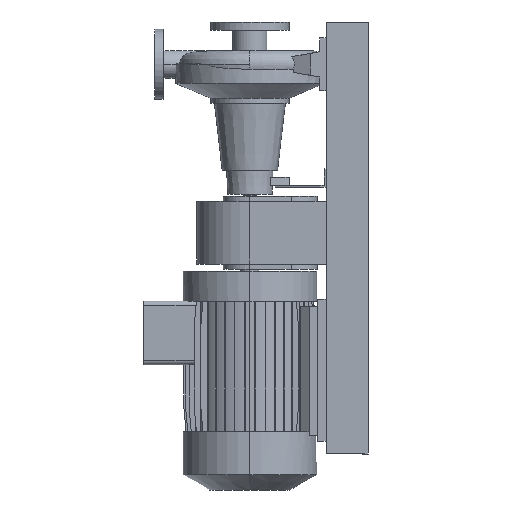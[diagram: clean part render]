
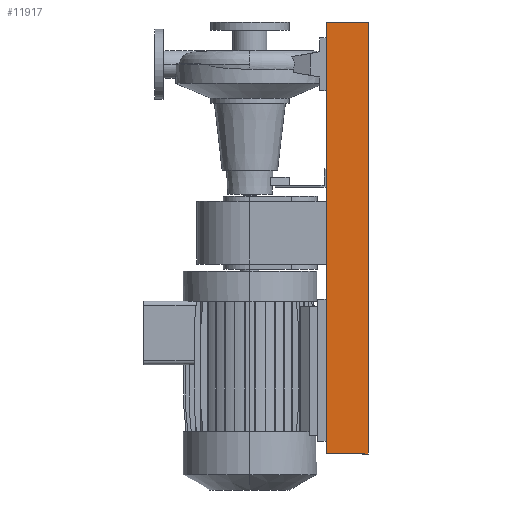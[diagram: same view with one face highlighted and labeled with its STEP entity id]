
A CAD part, left-side view. The second image highlights one B-rep face of the part: STEP entity #11917.
In plain terms, the highlighted planar face has unit normal (-1, 0, 0).
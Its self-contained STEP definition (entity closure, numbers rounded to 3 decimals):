
#252 = ORIENTED_EDGE ( 'NONE', *, *, #6649, .T. ) ;
#258 = CARTESIAN_POINT ( 'NONE',  ( -175., -50., 510. ) ) ;
#1486 = CARTESIAN_POINT ( 'NONE',  ( -175., 50., -510. ) ) ;
#1696 = LINE ( 'NONE', #1486, #15004 ) ;
#2791 = CARTESIAN_POINT ( 'NONE',  ( -175., 50., -510. ) ) ;
#3347 = VERTEX_POINT ( 'NONE', #16487 ) ;
#4431 = DIRECTION ( 'NONE',  ( 0., 0., 1. ) ) ;
#4658 = ORIENTED_EDGE ( 'NONE', *, *, #19377, .F. ) ;
#5729 = VERTEX_POINT ( 'NONE', #2791 ) ;
#6438 = EDGE_CURVE ( 'NONE', #3347, #20004, #18926, .T. ) ;
#6649 = EDGE_CURVE ( 'NONE', #5729, #18818, #14100, .T. ) ;
#7702 = CARTESIAN_POINT ( 'NONE',  ( -175., -50., -510. ) ) ;
#8393 = PLANE ( 'NONE',  #9487 ) ;
#8494 = EDGE_CURVE ( 'NONE', #18818, #20004, #11690, .T. ) ;
#9470 = ORIENTED_EDGE ( 'NONE', *, *, #8494, .T. ) ;
#9487 = AXIS2_PLACEMENT_3D ( 'NONE', #19156, #19370, #16202 ) ;
#10692 = VECTOR ( 'NONE', #17406, 1000. ) ;
#11336 = CARTESIAN_POINT ( 'NONE',  ( -175., -50., 510. ) ) ;
#11690 = LINE ( 'NONE', #7702, #14659 ) ;
#11917 = ADVANCED_FACE ( 'NONE', ( #12904 ), #8393, .T. ) ;
#12652 = VECTOR ( 'NONE', #15548, 1000. ) ;
#12904 = FACE_OUTER_BOUND ( 'NONE', #13887, .T. ) ;
#13887 = EDGE_LOOP ( 'NONE', ( #17798, #4658, #252, #9470 ) ) ;
#14100 = LINE ( 'NONE', #19966, #12652 ) ;
#14659 = VECTOR ( 'NONE', #4431, 1000. ) ;
#15004 = VECTOR ( 'NONE', #16963, 1000. ) ;
#15548 = DIRECTION ( 'NONE',  ( 0., -1., 0. ) ) ;
#16202 = DIRECTION ( 'NONE',  ( 0., 0., 1. ) ) ;
#16487 = CARTESIAN_POINT ( 'NONE',  ( -175., 50., 510. ) ) ;
#16963 = DIRECTION ( 'NONE',  ( 0., 0., 1. ) ) ;
#17406 = DIRECTION ( 'NONE',  ( 0., -1., 0. ) ) ;
#17798 = ORIENTED_EDGE ( 'NONE', *, *, #6438, .F. ) ;
#18233 = CARTESIAN_POINT ( 'NONE',  ( -175., -50., -510. ) ) ;
#18818 = VERTEX_POINT ( 'NONE', #18233 ) ;
#18926 = LINE ( 'NONE', #11336, #10692 ) ;
#19156 = CARTESIAN_POINT ( 'NONE',  ( -175., -50., -510. ) ) ;
#19370 = DIRECTION ( 'NONE',  ( -1., 0., 0. ) ) ;
#19377 = EDGE_CURVE ( 'NONE', #5729, #3347, #1696, .T. ) ;
#19966 = CARTESIAN_POINT ( 'NONE',  ( -175., -50., -510. ) ) ;
#20004 = VERTEX_POINT ( 'NONE', #258 ) ;
